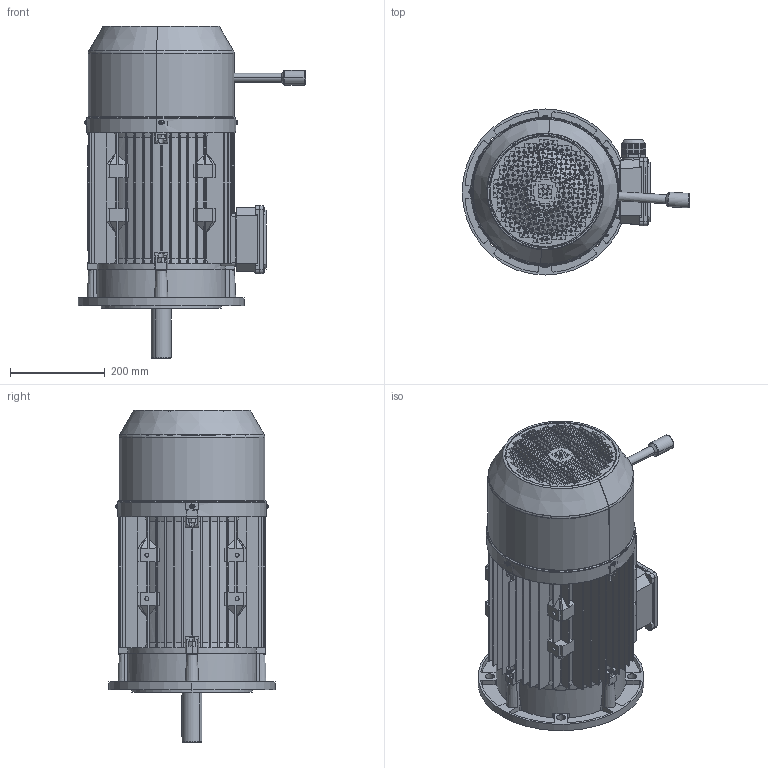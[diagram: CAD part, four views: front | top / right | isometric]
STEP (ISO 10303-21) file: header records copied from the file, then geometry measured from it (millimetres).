
FILE_DESCRIPTION (( 'STEP AP203' ), '1' );
FILE_NAME ('MSB160 B5俋倛芞.STEP', '2012-12-29T08:47:17', ( 'USER' ), ( 'MS' ), 'SwSTEP 2.0', 'SolidWorks 2008', '' );
FILE_SCHEMA (( 'CONFIG_CONTROL_DESIGN' ));
Length unit declared in the file: millimetre
Products named in the file (14): MS160 机壳_默认; MSB160转轴_默认; 180出线螺杆_默认; MSB160后盖_默认; MS160 B5前盖2_默认; MSB160 B5俋倛芞; MS160 油封_默认; MS160 新接线盒座_默认; MS160 新接线盒盖_默认; MS160 风叶_默认; MSB160风罩_默认; MS160 儂褲M10_GB_HEXAGON_TYPE13 M10 Normal Style-N; MS160 傷裔蹟隊M10X35_GB_FASTENER_SCREWS_HSHCS M10X35-N; MS160 M5X6_GB_CROSS_SCREWS_TYPE1 M5X6-6  H type-N
Assembly tree (34 placements, depth 2):
  MSB160 B5俋倛芞
    MS160 油封_默认
    MS160 傷裔蹟隊M10X35_GB_FASTENER_SCREWS_HSHCS M10X35-N  x8
    MS160 M5X6_GB_CROSS_SCREWS_TYPE1 M5X6-6  H type-N  x8
    MS160 儂褲M10_GB_HEXAGON_TYPE13 M10 Normal Style-N  x7
    180出线螺杆_默认  x2
    MS160 B5前盖2_默认
    MS160 新接线盒盖_默认
    MSB160转轴_默认
    MS160 机壳_默认
    MSB160后盖_默认
    MS160 新接线盒座_默认
    MS160 风叶_默认
    MSB160风罩_默认
Bounding box: 479.87 x 350 x 699.77 mm (x, y, z)
Volume: 6713911 mm3; surface area: 2656770.2 mm2
Topology: 35 solids, 35 shells, 3980 faces, 10977 edges, 7133 vertices
Faces by surface type: plane 2842, cylinder 662, cone 255, torus 111, bspline 94, sphere 16
Entity records: 118213 total; most frequent: CARTESIAN_POINT 28541, ORIENTED_EDGE 18842, DIRECTION 16762, EDGE_CURVE 9421, VECTOR 7126, LINE 7126, VERTEX_POINT 6154, AXIS2_PLACEMENT_3D 4818
